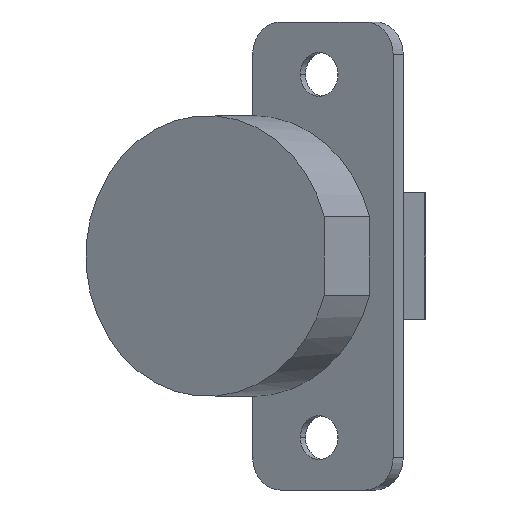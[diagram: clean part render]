
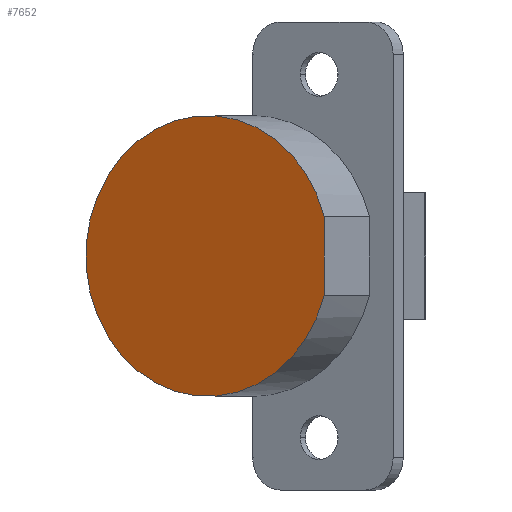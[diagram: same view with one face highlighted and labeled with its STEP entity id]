
A CAD part, front view. The second image highlights one B-rep face of the part: STEP entity #7652.
In plain terms, the highlighted planar face has unit normal (-0.5, -0.866, 0).
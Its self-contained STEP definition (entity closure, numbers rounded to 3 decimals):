
#3551=DIRECTION('',(0.,0.,-1.));
#3552=VECTOR('',#3551,9.771);
#3553=CARTESIAN_POINT('',(14.477,-21.291,4.886));
#3554=LINE('',#3553,#3552);
#3558=CARTESIAN_POINT('',(0.015,-12.941,0.));
#3559=DIRECTION('',(0.5,0.866,0.));
#3560=DIRECTION('',(0.831,-0.48,-0.281));
#3561=AXIS2_PLACEMENT_3D('',#3558,#3559,#3560);
#5123=CARTESIAN_POINT('',(14.477,-21.291,4.886));
#5124=CARTESIAN_POINT('',(14.477,-21.291,
-4.886));
#5125=VERTEX_POINT('',#5123);
#5126=VERTEX_POINT('',#5124);
#7643=CARTESIAN_POINT('',(0.015,-12.941,0.));
#7644=DIRECTION('',(0.5,0.866,0.));
#7645=DIRECTION('',(0.866,-0.5,0.));
#7646=AXIS2_PLACEMENT_3D('',#7643,#7644,#7645);
#7647=PLANE('',#7646);
#7648=ORIENTED_EDGE('',*,*,#7635,.T.);
#7649=ORIENTED_EDGE('',*,*,#7575,.T.);
#7650=EDGE_LOOP('',(#7648,#7649));
#7651=FACE_OUTER_BOUND('',#7650,.F.);
#3562=CIRCLE('',#3561,17.4);
#7575=EDGE_CURVE('',#5126,#5125,#3562,.T.);
#7635=EDGE_CURVE('',#5125,#5126,#3554,.T.);
#7652=ADVANCED_FACE('',(#7651),#7647,.F.);
